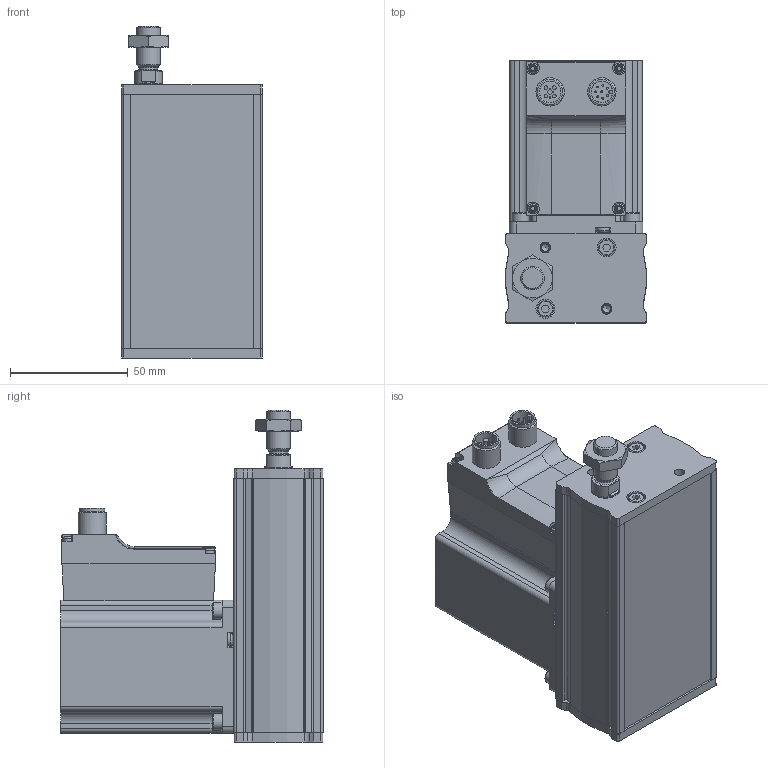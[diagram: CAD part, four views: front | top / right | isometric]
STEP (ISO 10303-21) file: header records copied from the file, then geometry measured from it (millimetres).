
FILE_DESCRIPTION(/* description */ ('STEP AP214'),/* implementation_level */ '2;1');
FILE_NAME(/* name */ '8102170_EPCE-TB-60-50-FL-ST-M-H1-PLK-AA',/* time_stamp */ '2024-08-28T04:50:20+02:00',/* author */ ('License CC BY-ND 4.0'),/* organization */ ('CADENAS'),/* preprocessor_version */ 'ST-DEVELOPER v19.3',/* originating_system */ 'PARTsolutions',/* authorisation */ ' ');
FILE_SCHEMA (('AUTOMOTIVE_DESIGN {1 0 10303 214 3 1 1}'));
Length unit declared in the file: millimetre
Products named in the file (6): 8102170 EPCE-TB-60-50-FL-ST-M-H1-PLK-AA---(0_high); 8103355 EPCE-TB-60-50-FL---(high_h); 8084400 EMCS-57---(high); 8096305 M4x12-8.8; 8103355 EPCE-TB-60-50-----(high_L1); DIN-439-B - M10x1.25(F)
Assembly tree (8 placements, depth 2):
  8102170 EPCE-TB-60-50-FL-ST-M-H1-PLK-AA---(0_high)
    8103355 EPCE-TB-60-50-FL---(high_h)
    8084400 EMCS-57---(high)
    8096305 M4x12-8.8  x4
    8103355 EPCE-TB-60-50-----(high_L1)
    DIN-439-B - M10x1.25(F)
Bounding box: 60 x 111.5 x 141 mm (x, y, z)
Volume: 516006.4 mm3; surface area: 76507.6 mm2
Topology: 8 solids, 8 shells, 835 faces, 2092 edges, 1358 vertices
Faces by surface type: plane 423, cylinder 328, cone 50, torus 34
Full cylindrical faces by diameter (mm): 0.8 x8, 1.5 x4, 3 x4, 3.242 x8, 4 x4, 4.4 x4, 4.5 x4, 5 x4, 5.5 x8, 6.35 x1, 7 x8, 8 x5, 8.647 x1, 9 x1, 9.02 x2, 10 x1, 10.7 x2, 11.8 x1, 12 x4, 18 x2, 38.1 x1
Entity records: 26549 total; most frequent: CARTESIAN_POINT 4073, DIRECTION 4064, ORIENTED_EDGE 3666, EDGE_CURVE 1833, AXIS2_PLACEMENT_3D 1487, VERTEX_POINT 1280, LINE 1090, VECTOR 1090
